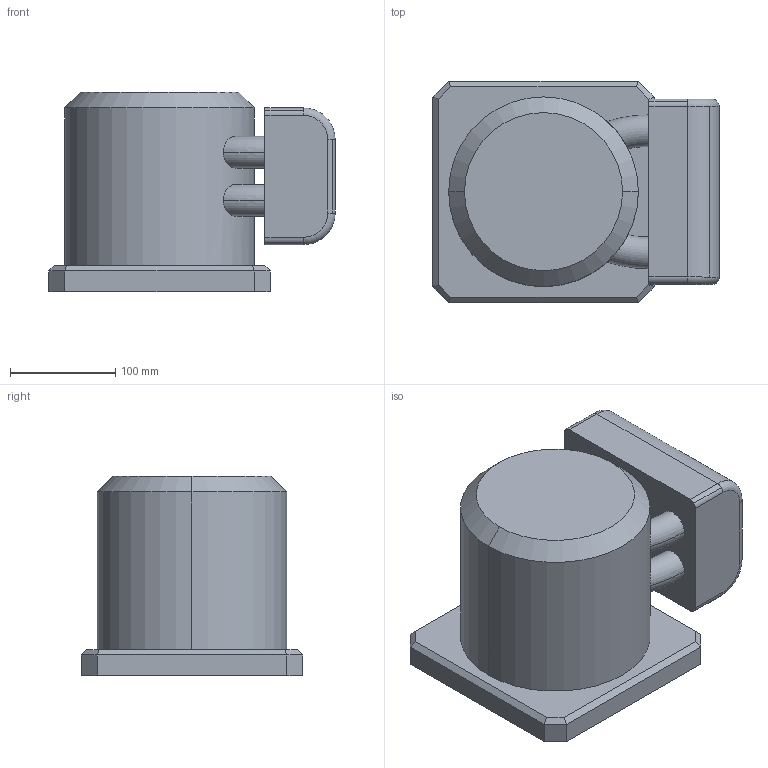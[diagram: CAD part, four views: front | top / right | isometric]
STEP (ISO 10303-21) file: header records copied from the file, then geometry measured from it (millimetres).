
FILE_DESCRIPTION(('STEP AP214'),'1');
FILE_NAME('L0.stp','2018-11-09T00:11:38',(' '),(' '),'Spatial InterOp 3D',' ',' ');
FILE_SCHEMA(('automotive_design'));
Length unit declared in the file: metre
Products named in the file (2): 1; 2
Bounding box: 271.65 x 210 x 189.5 mm (x, y, z)
Volume: 6733002.2 mm3; surface area: 277460.3 mm2
Topology: 1 solids, 1 shells, 57 faces, 148 edges, 99 vertices
Faces by surface type: plane 25, cylinder 18, torus 12, cone 2
Entity records: 2435 total; most frequent: CARTESIAN_POINT 464, DIRECTION 316, ORIENTED_EDGE 290, EDGE_CURVE 145, AXIS2_PLACEMENT_3D 121, VERTEX_POINT 93, LINE 74, VECTOR 74
